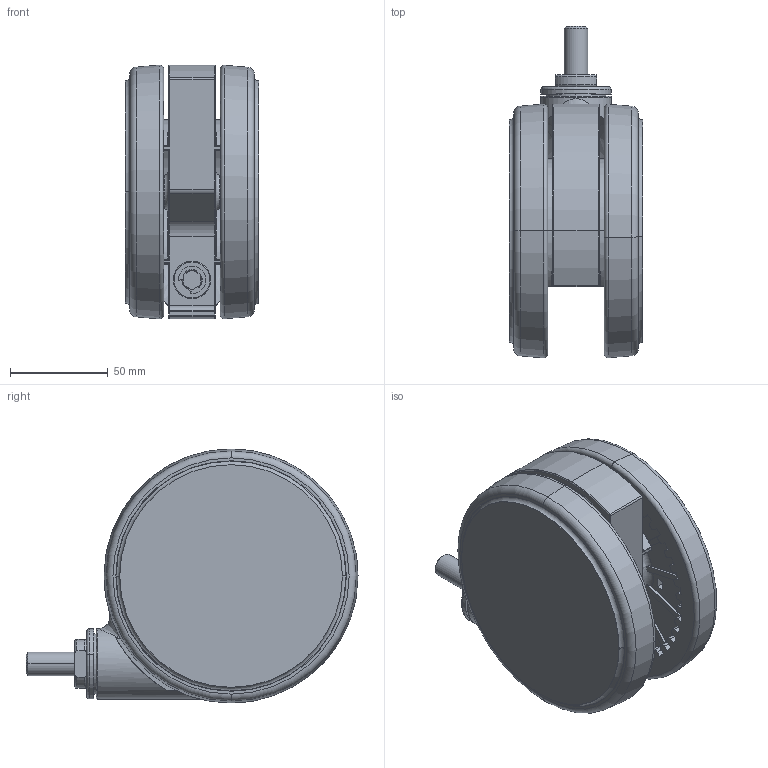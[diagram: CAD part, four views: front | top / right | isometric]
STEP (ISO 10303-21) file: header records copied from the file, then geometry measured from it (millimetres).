
FILE_DESCRIPTION (( 'STEP AP214' ), '1' );
FILE_NAME ('TCA-FZW130N12.STEP', '2016-08-05T05:14:51', ( '' ), ( '' ), 'SwSTEP 2.0', 'SolidWorks 2015', '' );
FILE_SCHEMA (( 'AUTOMOTIVE_DESIGN' ));
Length unit declared in the file: millimetre
Products named in the file (2): caster; TCA-FZW130N12
Assembly tree (1 placements, depth 2):
  TCA-FZW130N12
    caster
Bounding box: 68.2 x 169.99 x 130 mm (x, y, z)
Volume: 487294.2 mm3; surface area: 188220 mm2
Topology: 1 solids, 5 shells, 2279 faces, 5970 edges, 3663 vertices
Faces by surface type: cylinder 943, plane 644, torus 595, bspline 59, cone 24, sphere 14
Entity records: 73494 total; most frequent: CARTESIAN_POINT 15852, DIRECTION 13230, ORIENTED_EDGE 11820, EDGE_CURVE 5910, AXIS2_PLACEMENT_3D 5384, VERTEX_POINT 3663, CIRCLE 3160, LINE 2462
